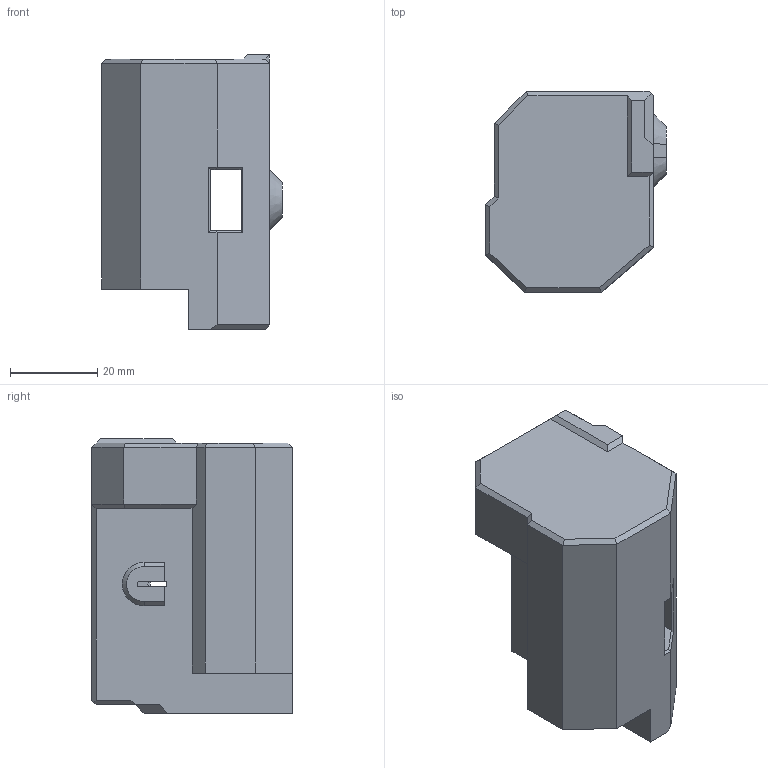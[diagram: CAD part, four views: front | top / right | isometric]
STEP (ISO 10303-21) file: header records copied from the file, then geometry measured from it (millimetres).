
FILE_DESCRIPTION(/* description */ (''),/* implementation_level */ '2;1');
FILE_NAME(/* name */ 'x-end-idler-r5.step',/* time_stamp */ '2025-07-29T13:21:35-04:00',/* author */ (''),/* organization */ (''),/* preprocessor_version */ 'ST-DEVELOPER v20.1',/* originating_system */ 'Autodesk Translation Framework v14.10.0.0',/* authorisation */ '');
FILE_SCHEMA (('AUTOMOTIVE_DESIGN { 1 0 10303 214 3 1 1 }'));
Length unit declared in the file: millimetre
Products named in the file (1): x-end-idler E3
Bounding box: 41.5 x 46 x 63 mm (x, y, z)
Volume: 66130 mm3; surface area: 17083.1 mm2
Topology: 1 solids, 13 shells, 342 faces, 867 edges, 560 vertices
Faces by surface type: plane 161, bspline 99, cylinder 64, cone 9, torus 9
Full cylindrical faces by diameter (mm): 6.15 x2, 10.15 x1
Entity records: 11437 total; most frequent: CARTESIAN_POINT 3837, ORIENTED_EDGE 1734, DIRECTION 1240, EDGE_CURVE 867, VERTEX_POINT 560, LINE 506, VECTOR 506, AXIS2_PLACEMENT_3D 367
